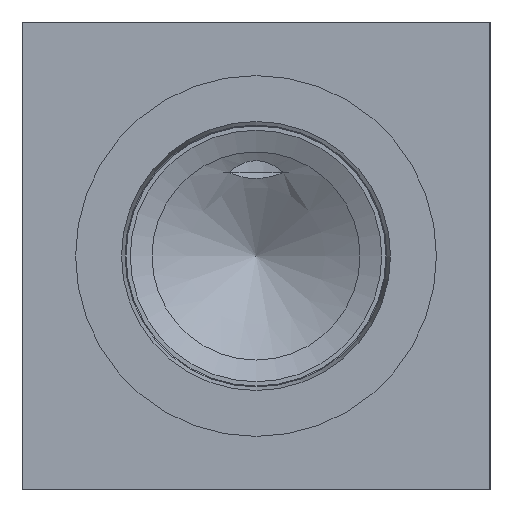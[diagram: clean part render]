
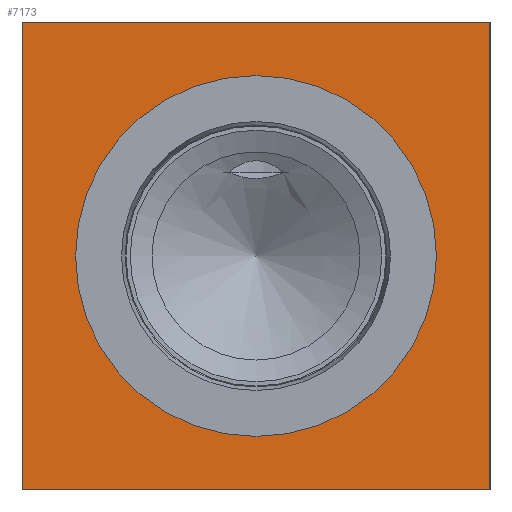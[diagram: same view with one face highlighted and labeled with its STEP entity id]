
A CAD part, left-side view. The second image highlights one B-rep face of the part: STEP entity #7173.
In plain terms, the highlighted planar face has unit normal (-1, 0, 0).
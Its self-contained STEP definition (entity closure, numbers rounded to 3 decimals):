
#145=CIRCLE('',#7538,44.069);
#146=CIRCLE('',#7539,44.069);
#196=FACE_BOUND('',#1252,.T.);
#848=FACE_OUTER_BOUND('',#1251,.T.);
#1251=EDGE_LOOP('',(#6261,#6262,#6263,#6264));
#1252=EDGE_LOOP('',(#6265,#6266));
#1534=LINE('',#11002,#2233);
#1956=LINE('',#12266,#2655);
#1957=LINE('',#12267,#2656);
#1958=LINE('',#12268,#2657);
#2233=VECTOR('',#7971,10.);
#2655=VECTOR('',#8971,10.);
#2656=VECTOR('',#8972,10.);
#2657=VECTOR('',#8973,10.);
#2955=VERTEX_POINT('',#10995);
#2958=VERTEX_POINT('',#11000);
#3312=VERTEX_POINT('',#12235);
#3313=VERTEX_POINT('',#12236);
#3322=VERTEX_POINT('',#12264);
#3323=VERTEX_POINT('',#12265);
#3767=EDGE_CURVE('',#2958,#2955,#1534,.T.);
#4294=EDGE_CURVE('',#3312,#3313,#145,.T.);
#4295=EDGE_CURVE('',#3313,#3312,#146,.T.);
#4308=EDGE_CURVE('',#3322,#3323,#1956,.T.);
#4309=EDGE_CURVE('',#3323,#2955,#1957,.T.);
#4310=EDGE_CURVE('',#3322,#2958,#1958,.T.);
#6261=ORIENTED_EDGE('',*,*,#4308,.T.);
#6262=ORIENTED_EDGE('',*,*,#4309,.T.);
#6263=ORIENTED_EDGE('',*,*,#3767,.F.);
#6264=ORIENTED_EDGE('',*,*,#4310,.F.);
#6265=ORIENTED_EDGE('',*,*,#4294,.T.);
#6266=ORIENTED_EDGE('',*,*,#4295,.T.);
#6514=PLANE('',#7552);
#7173=ADVANCED_FACE('',(#848,#196),#6514,.T.);
#7538=AXIS2_PLACEMENT_3D('',#12237,#8937,#8938);
#7539=AXIS2_PLACEMENT_3D('',#12238,#8939,#8940);
#7552=AXIS2_PLACEMENT_3D('',#12263,#8969,#8970);
#7971=DIRECTION('',(0.,-1.,0.));
#8937=DIRECTION('center_axis',(1.,0.,0.));
#8938=DIRECTION('ref_axis',(0.,0.,1.));
#8939=DIRECTION('center_axis',(1.,0.,0.));
#8940=DIRECTION('ref_axis',(0.,0.,1.));
#8969=DIRECTION('center_axis',(-1.,0.,0.));
#8970=DIRECTION('ref_axis',(0.,-1.,0.));
#8971=DIRECTION('',(0.,-1.,0.));
#8972=DIRECTION('',(0.,0.,1.));
#8973=DIRECTION('',(0.,0.,1.));
#10995=CARTESIAN_POINT('',(0.,0.,114.3));
#11000=CARTESIAN_POINT('',(0.,114.3,114.3));
#11002=CARTESIAN_POINT('',(0.,114.3,114.3));
#12235=CARTESIAN_POINT('',(0.,57.15,101.219));
#12236=CARTESIAN_POINT('',(0.,57.15,13.081));
#12237=CARTESIAN_POINT('Origin',(0.,57.15,57.15));
#12238=CARTESIAN_POINT('Origin',(0.,57.15,57.15));
#12263=CARTESIAN_POINT('Origin',(0.,114.3,0.));
#12264=CARTESIAN_POINT('',(0.,114.3,0.));
#12265=CARTESIAN_POINT('',(0.,0.,0.));
#12266=CARTESIAN_POINT('',(0.,114.3,0.));
#12267=CARTESIAN_POINT('',(0.,0.,0.));
#12268=CARTESIAN_POINT('',(0.,114.3,0.));
